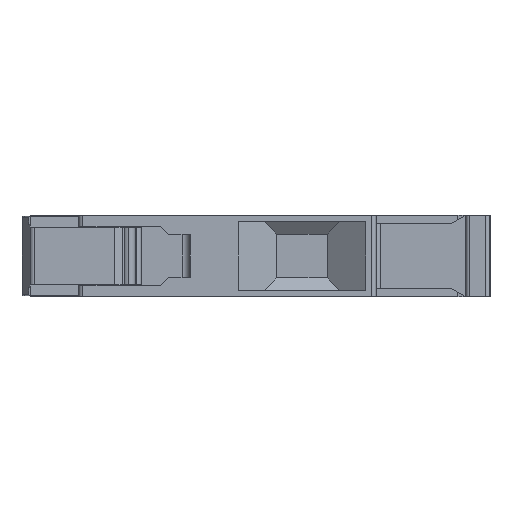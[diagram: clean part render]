
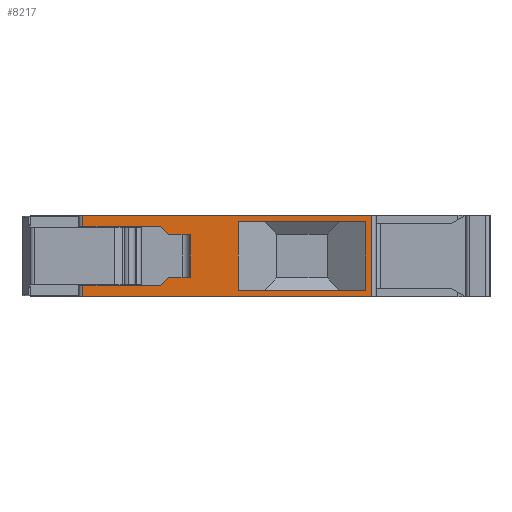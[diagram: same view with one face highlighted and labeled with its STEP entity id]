
A CAD part, left-side view. The second image highlights one B-rep face of the part: STEP entity #8217.
In plain terms, the highlighted planar face has unit normal (-1, 0, 0).
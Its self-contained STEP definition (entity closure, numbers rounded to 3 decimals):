
#474=DIRECTION('',(0.,1.,0.));
#475=VECTOR('',#474,35.5);
#476=CARTESIAN_POINT('',(-19.85,2.8,-8.95));
#477=LINE('',#476,#475);
#1427=DIRECTION('',(0.,-1.,0.));
#1428=VECTOR('',#1427,35.5);
#1429=CARTESIAN_POINT('',(-19.85,38.3,1.05));
#1430=LINE('',#1429,#1428);
#3039=DIRECTION('',(0.,0.,-1.));
#3040=VECTOR('',#3039,10.);
#3041=CARTESIAN_POINT('',(-19.85,2.8,1.05));
#3042=LINE('',#3041,#3040);
#3046=DIRECTION('',(0.,-0.707,-0.707));
#3047=VECTOR('',#3046,1.414);
#3048=CARTESIAN_POINT('',(-19.85,28.8,-0.35));
#3049=LINE('',#3048,#3047);
#3053=DIRECTION('',(0.,-1.,0.));
#3054=VECTOR('',#3053,9.5);
#3055=CARTESIAN_POINT('',(-19.85,38.3,-0.35));
#3056=LINE('',#3055,#3054);
#3060=DIRECTION('',(0.,0.707,-0.707));
#3061=VECTOR('',#3060,1.414);
#3062=CARTESIAN_POINT('',(-19.85,27.8,-6.55));
#3063=LINE('',#3062,#3061);
#3067=DIRECTION('',(0.,1.,0.));
#3068=VECTOR('',#3067,2.7);
#3069=CARTESIAN_POINT('',(-19.85,25.1,-6.55));
#3070=LINE('',#3069,#3068);
#3074=DIRECTION('',(0.,-1.,0.));
#3075=VECTOR('',#3074,15.672);
#3076=CARTESIAN_POINT('',(-19.85,19.236,0.25));
#3077=LINE('',#3076,#3075);
#3081=DIRECTION('',(0.,1.,0.));
#3082=VECTOR('',#3081,15.672);
#3083=CARTESIAN_POINT('',(-19.85,3.564,-8.15));
#3084=LINE('',#3083,#3082);
#3102=DIRECTION('',(0.,1.,0.));
#3103=VECTOR('',#3102,2.7);
#3104=CARTESIAN_POINT('',(-19.85,25.1,-1.35));
#3105=LINE('',#3104,#3103);
#3131=DIRECTION('',(0.,0.,1.));
#3132=VECTOR('',#3131,5.2);
#3133=CARTESIAN_POINT('',(-19.85,25.1,-6.55));
#3134=LINE('',#3133,#3132);
#3203=DIRECTION('',(0.,-1.,0.));
#3204=VECTOR('',#3203,9.5);
#3205=CARTESIAN_POINT('',(-19.85,38.3,-7.55));
#3206=LINE('',#3205,#3204);
#3402=DIRECTION('',(0.,0.,1.));
#3403=VECTOR('',#3402,1.4);
#3404=CARTESIAN_POINT('',(-19.85,38.3,-8.95));
#3405=LINE('',#3404,#3403);
#3886=DIRECTION('',(0.,0.,1.));
#3887=VECTOR('',#3886,1.4);
#3888=CARTESIAN_POINT('',(-19.85,38.3,-0.35));
#3889=LINE('',#3888,#3887);
#4128=DIRECTION('',(0.,0.,1.));
#4129=VECTOR('',#4128,8.4);
#4130=CARTESIAN_POINT('',(-19.85,3.564,-8.15));
#4131=LINE('',#4130,#4129);
#4156=DIRECTION('',(0.,0.,-1.));
#4157=VECTOR('',#4156,8.4);
#4158=CARTESIAN_POINT('',(-19.85,19.236,0.25));
#4159=LINE('',#4158,#4157);
#4787=CARTESIAN_POINT('',(-19.85,38.3,-7.55));
#4789=VERTEX_POINT('',#4787);
#4798=CARTESIAN_POINT('',(-19.85,28.8,-7.55));
#4799=VERTEX_POINT('',#4798);
#4910=CARTESIAN_POINT('',(-19.85,27.8,-1.35));
#4911=VERTEX_POINT('',#4910);
#4912=CARTESIAN_POINT('',(-19.85,28.8,-0.35));
#4913=VERTEX_POINT('',#4912);
#4957=CARTESIAN_POINT('',(-19.85,2.8,-8.95));
#4959=VERTEX_POINT('',#4957);
#4960=CARTESIAN_POINT('',(-19.85,2.8,1.05));
#4961=VERTEX_POINT('',#4960);
#4991=CARTESIAN_POINT('',(-19.85,38.3,1.05));
#4993=VERTEX_POINT('',#4991);
#4994=CARTESIAN_POINT('',(-19.85,38.3,-0.35));
#4995=VERTEX_POINT('',#4994);
#5198=CARTESIAN_POINT('',(-19.85,19.236,0.25));
#5199=CARTESIAN_POINT('',(-19.85,3.564,0.25));
#5200=VERTEX_POINT('',#5198);
#5201=VERTEX_POINT('',#5199);
#5202=CARTESIAN_POINT('',(-19.85,19.236,-8.15));
#5203=VERTEX_POINT('',#5202);
#5204=CARTESIAN_POINT('',(-19.85,3.564,-8.15));
#5205=VERTEX_POINT('',#5204);
#5206=CARTESIAN_POINT('',(-19.85,38.3,-8.95));
#5207=VERTEX_POINT('',#5206);
#5208=CARTESIAN_POINT('',(-19.85,27.8,-6.55));
#5209=VERTEX_POINT('',#5208);
#5210=CARTESIAN_POINT('',(-19.85,25.1,-6.55));
#5211=VERTEX_POINT('',#5210);
#5212=CARTESIAN_POINT('',(-19.85,25.1,-1.35));
#5213=VERTEX_POINT('',#5212);
#8179=CARTESIAN_POINT('',(-19.85,28.963,-0.18));
#8180=DIRECTION('',(-1.,0.,0.));
#8181=DIRECTION('',(0.,-1.,0.));
#8182=AXIS2_PLACEMENT_3D('',#8179,#8180,#8181);
#8183=PLANE('',#8182);
#8185=ORIENTED_EDGE('',*,*,#8184,.F.);
#8187=ORIENTED_EDGE('',*,*,#8186,.F.);
#8189=ORIENTED_EDGE('',*,*,#8188,.T.);
#8190=ORIENTED_EDGE('',*,*,#6092,.T.);
#8191=ORIENTED_EDGE('',*,*,#8166,.T.);
#8192=ORIENTED_EDGE('',*,*,#5697,.T.);
#8194=ORIENTED_EDGE('',*,*,#8193,.T.);
#8196=ORIENTED_EDGE('',*,*,#8195,.T.);
#8198=ORIENTED_EDGE('',*,*,#8197,.F.);
#8200=ORIENTED_EDGE('',*,*,#8199,.F.);
#8202=ORIENTED_EDGE('',*,*,#8201,.T.);
#8204=ORIENTED_EDGE('',*,*,#8203,.T.);
#8205=EDGE_LOOP('',(#8185,#8187,#8189,#8190,#8191,#8192,#8194,#8196,#8198,#8200,
#8202,#8204));
#8206=FACE_OUTER_BOUND('',#8205,.F.);
#8208=ORIENTED_EDGE('',*,*,#8207,.T.);
#8210=ORIENTED_EDGE('',*,*,#8209,.F.);
#8212=ORIENTED_EDGE('',*,*,#8211,.T.);
#8214=ORIENTED_EDGE('',*,*,#8213,.F.);
#8215=EDGE_LOOP('',(#8208,#8210,#8212,#8214));
#8216=FACE_BOUND('',#8215,.F.);
#5697=EDGE_CURVE('',#4959,#5207,#477,.T.);
#6092=EDGE_CURVE('',#4993,#4961,#1430,.T.);
#8166=EDGE_CURVE('',#4961,#4959,#3042,.T.);
#8184=EDGE_CURVE('',#4913,#4911,#3049,.T.);
#8186=EDGE_CURVE('',#4995,#4913,#3056,.T.);
#8188=EDGE_CURVE('',#4995,#4993,#3889,.T.);
#8193=EDGE_CURVE('',#5207,#4789,#3405,.T.);
#8195=EDGE_CURVE('',#4789,#4799,#3206,.T.);
#8197=EDGE_CURVE('',#5209,#4799,#3063,.T.);
#8199=EDGE_CURVE('',#5211,#5209,#3070,.T.);
#8201=EDGE_CURVE('',#5211,#5213,#3134,.T.);
#8203=EDGE_CURVE('',#5213,#4911,#3105,.T.);
#8207=EDGE_CURVE('',#5205,#5201,#4131,.T.);
#8209=EDGE_CURVE('',#5200,#5201,#3077,.T.);
#8211=EDGE_CURVE('',#5200,#5203,#4159,.T.);
#8213=EDGE_CURVE('',#5205,#5203,#3084,.T.);
#8217=ADVANCED_FACE('',(#8206,#8216),#8183,.T.);
